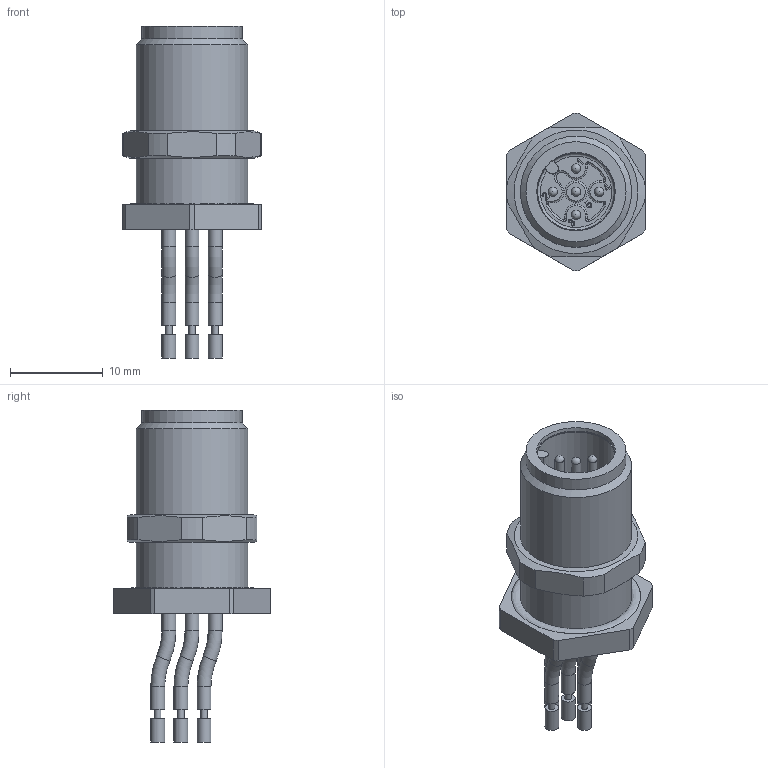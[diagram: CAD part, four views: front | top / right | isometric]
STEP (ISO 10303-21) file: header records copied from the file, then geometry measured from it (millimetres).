
FILE_DESCRIPTION(/* description */ (''),/* implementation_level */ '2;1');
FILE_NAME(/* name */ 'AL-FHM12SUA5-m_M12.stp',/* time_stamp */ '2018-01-29T16:51:26+01:00',/* author */ (''),/* organization */ (''),/* preprocessor_version */ 'ST-DEVELOPER v16',/* originating_system */ 'SIEMENS PLM Software NX 10.0',/* authorisation */ '');
FILE_SCHEMA (('AUTOMOTIVE_DESIGN { 1 0 10303 214 3 1 1 1 }'));
Length unit declared in the file: millimetre
Products named in the file (1): AL-FHM12SUA5-m_M12_stp
Bounding box: 15 x 17 x 35.85 mm (x, y, z)
Volume: 2479.4 mm3; surface area: 2075.2 mm2
Topology: 1 solids, 1 shells, 220 faces, 547 edges, 356 vertices
Faces by surface type: plane 85, cylinder 67, extrusion 32, torus 20, bspline 7, sphere 5, cone 4
Full cylindrical faces by diameter (mm): 0.7 x5, 1 x5, 1.5 x15, 2 x1, 8.4 x1, 10.8 x1, 12 x2, 14 x1
Entity records: 6516 total; most frequent: CARTESIAN_POINT 1689, DIRECTION 949, ORIENTED_EDGE 930, EDGE_CURVE 465, AXIS2_PLACEMENT_3D 348, VERTEX_POINT 326, EDGE_LOOP 299, VECTOR 253
